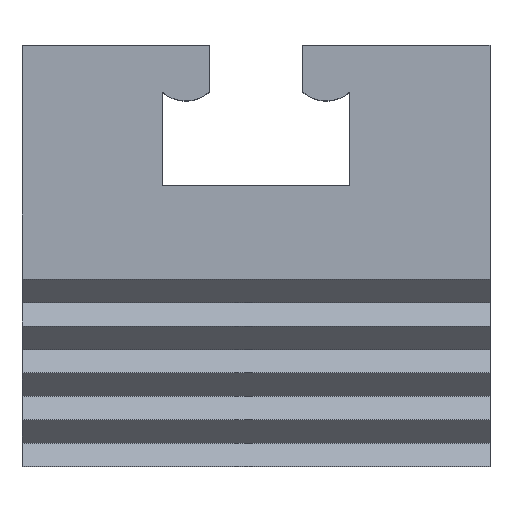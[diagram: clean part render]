
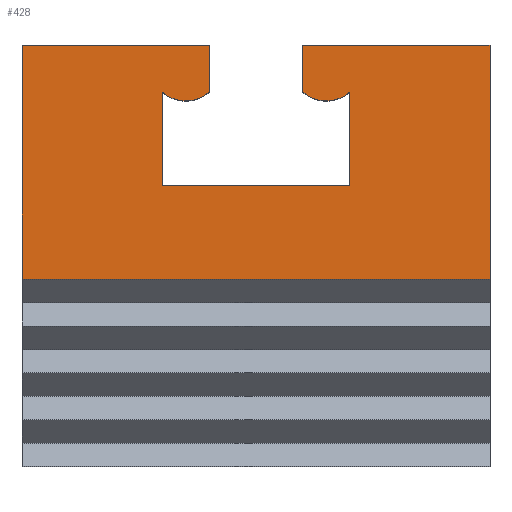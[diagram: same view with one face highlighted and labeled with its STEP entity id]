
A CAD part, top view. The second image highlights one B-rep face of the part: STEP entity #428.
In plain terms, the highlighted planar face has unit normal (0, 0, 1).
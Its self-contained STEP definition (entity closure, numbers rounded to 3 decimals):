
#24=PLANE('',#462);
#46=FACE_OUTER_BOUND('',#68,.T.);
#68=EDGE_LOOP('',(#347,#348,#349,#350,#351,#352,#353,#354,#355,#356,#357,
#358));
#96=LINE('',#633,#152);
#111=LINE('',#660,#167);
#112=LINE('',#663,#168);
#113=LINE('',#664,#169);
#114=LINE('',#666,#170);
#115=LINE('',#668,#171);
#116=LINE('',#669,#172);
#117=LINE('',#671,#173);
#118=LINE('',#673,#174);
#119=LINE('',#674,#175);
#152=VECTOR('',#512,10.);
#167=VECTOR('',#537,10.);
#168=VECTOR('',#540,10.);
#169=VECTOR('',#541,10.);
#170=VECTOR('',#542,10.);
#171=VECTOR('',#543,10.);
#172=VECTOR('',#544,10.);
#173=VECTOR('',#545,10.);
#174=VECTOR('',#546,10.);
#175=VECTOR('',#547,10.);
#191=CIRCLE('',#448,0.75);
#193=CIRCLE('',#451,0.75);
#195=VERTEX_POINT('',#585);
#196=VERTEX_POINT('',#586);
#199=VERTEX_POINT('',#594);
#200=VERTEX_POINT('',#595);
#215=VERTEX_POINT('',#630);
#216=VERTEX_POINT('',#632);
#223=VERTEX_POINT('',#658);
#224=VERTEX_POINT('',#662);
#225=VERTEX_POINT('',#665);
#226=VERTEX_POINT('',#667);
#227=VERTEX_POINT('',#670);
#228=VERTEX_POINT('',#672);
#235=EDGE_CURVE('',#195,#196,#191,.T.);
#239=EDGE_CURVE('',#199,#200,#193,.T.);
#256=EDGE_CURVE('',#216,#215,#96,.T.);
#271=EDGE_CURVE('',#215,#223,#111,.T.);
#272=EDGE_CURVE('',#223,#224,#112,.T.);
#273=EDGE_CURVE('',#224,#196,#113,.T.);
#274=EDGE_CURVE('',#195,#225,#114,.T.);
#275=EDGE_CURVE('',#225,#226,#115,.T.);
#276=EDGE_CURVE('',#226,#200,#116,.T.);
#277=EDGE_CURVE('',#199,#227,#117,.T.);
#278=EDGE_CURVE('',#227,#228,#118,.T.);
#279=EDGE_CURVE('',#228,#216,#119,.T.);
#347=ORIENTED_EDGE('',*,*,#256,.T.);
#348=ORIENTED_EDGE('',*,*,#271,.T.);
#349=ORIENTED_EDGE('',*,*,#272,.T.);
#350=ORIENTED_EDGE('',*,*,#273,.T.);
#351=ORIENTED_EDGE('',*,*,#235,.F.);
#352=ORIENTED_EDGE('',*,*,#274,.T.);
#353=ORIENTED_EDGE('',*,*,#275,.T.);
#354=ORIENTED_EDGE('',*,*,#276,.T.);
#355=ORIENTED_EDGE('',*,*,#239,.F.);
#356=ORIENTED_EDGE('',*,*,#277,.T.);
#357=ORIENTED_EDGE('',*,*,#278,.T.);
#358=ORIENTED_EDGE('',*,*,#279,.T.);
#428=ADVANCED_FACE('',(#46),#24,.T.);
#448=AXIS2_PLACEMENT_3D('',#587,#477,#478);
#451=AXIS2_PLACEMENT_3D('',#596,#485,#486);
#462=AXIS2_PLACEMENT_3D('',#661,#538,#539);
#477=DIRECTION('center_axis',(0.,0.,-1.));
#478=DIRECTION('ref_axis',(-0.667,0.745,0.));
#485=DIRECTION('center_axis',(0.,0.,-1.));
#486=DIRECTION('ref_axis',(-0.667,0.745,0.));
#512=DIRECTION('',(1.,0.,0.));
#537=DIRECTION('',(0.,1.,0.));
#538=DIRECTION('center_axis',(0.,0.,1.));
#539=DIRECTION('ref_axis',(1.,0.,0.));
#540=DIRECTION('',(-1.,0.,0.));
#541=DIRECTION('',(0.,-1.,0.));
#542=DIRECTION('',(0.,-1.,0.));
#543=DIRECTION('',(-1.,0.,0.));
#544=DIRECTION('',(0.,1.,0.));
#545=DIRECTION('',(0.,1.,0.));
#546=DIRECTION('',(-1.,0.,0.));
#547=DIRECTION('',(0.,-1.,0.));
#585=CARTESIAN_POINT('',(7.,8.,3.));
#586=CARTESIAN_POINT('',(6.,8.,3.));
#587=CARTESIAN_POINT('Origin',(6.5,8.559,3.));
#594=CARTESIAN_POINT('',(4.,8.,3.));
#595=CARTESIAN_POINT('',(3.,8.,3.));
#596=CARTESIAN_POINT('Origin',(3.5,8.559,3.));
#630=CARTESIAN_POINT('',(10.,4.,3.));
#632=CARTESIAN_POINT('',(0.,4.,3.));
#633=CARTESIAN_POINT('',(2.5,4.,3.));
#658=CARTESIAN_POINT('',(10.,9.,3.));
#660=CARTESIAN_POINT('',(10.,0.,3.));
#661=CARTESIAN_POINT('Origin',(5.,4.5,3.));
#662=CARTESIAN_POINT('',(6.,9.,3.));
#663=CARTESIAN_POINT('',(10.,9.,3.));
#664=CARTESIAN_POINT('',(6.,6.75,3.));
#665=CARTESIAN_POINT('',(7.,6.,3.));
#666=CARTESIAN_POINT('',(7.,6.25,3.));
#667=CARTESIAN_POINT('',(3.,6.,3.));
#668=CARTESIAN_POINT('',(6.,6.,3.));
#669=CARTESIAN_POINT('',(3.,5.25,3.));
#670=CARTESIAN_POINT('',(4.,9.,3.));
#671=CARTESIAN_POINT('',(4.,5.75,3.));
#672=CARTESIAN_POINT('',(0.,9.,3.));
#673=CARTESIAN_POINT('',(10.,9.,3.));
#674=CARTESIAN_POINT('',(0.,9.,3.));
